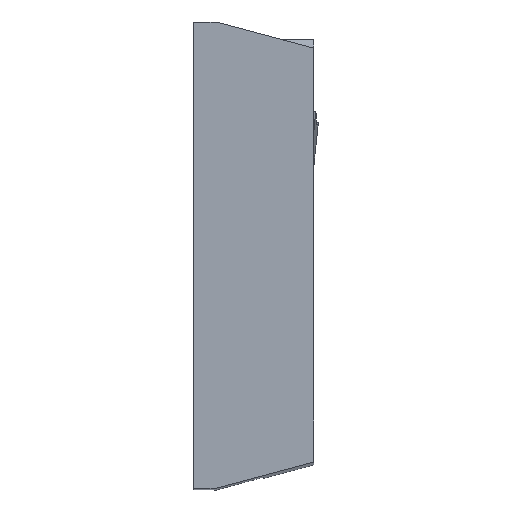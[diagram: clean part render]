
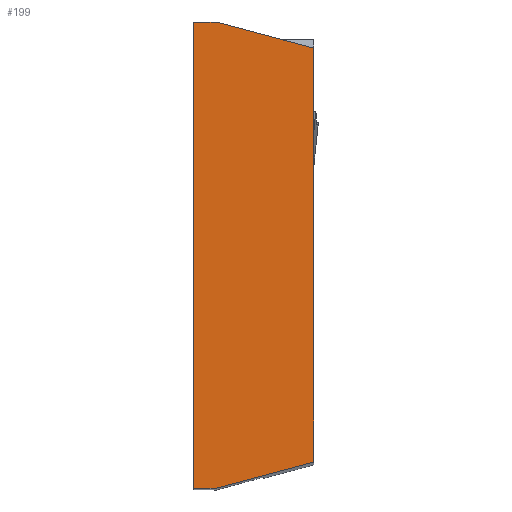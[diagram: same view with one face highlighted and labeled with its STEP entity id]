
A CAD part, top view. The second image highlights one B-rep face of the part: STEP entity #199.
In plain terms, the highlighted planar face has unit normal (0, 0, 1).
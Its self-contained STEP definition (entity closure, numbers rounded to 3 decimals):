
#199=ADVANCED_FACE('CU_SU_BACK',(#300),#264,.F.);
#264=PLANE('',#1414);
#300=FACE_OUTER_BOUND('',#365,.T.);
#365=EDGE_LOOP('',(#433,#434,#435,#436,#437,#438));
#433=ORIENTED_EDGE('',*,*,#921,.F.);
#434=ORIENTED_EDGE('',*,*,#922,.F.);
#435=ORIENTED_EDGE('',*,*,#923,.T.);
#436=ORIENTED_EDGE('',*,*,#924,.T.);
#437=ORIENTED_EDGE('',*,*,#925,.F.);
#438=ORIENTED_EDGE('',*,*,#926,.F.);
#799=VERTEX_POINT('',#1877);
#800=VERTEX_POINT('',#1878);
#801=VERTEX_POINT('',#1880);
#802=VERTEX_POINT('',#1882);
#803=VERTEX_POINT('',#1884);
#804=VERTEX_POINT('',#1886);
#921=EDGE_CURVE('',#799,#800,#1104,.T.);
#922=EDGE_CURVE('',#801,#799,#1105,.T.);
#923=EDGE_CURVE('',#801,#802,#1106,.T.);
#924=EDGE_CURVE('',#802,#803,#1107,.T.);
#925=EDGE_CURVE('',#804,#803,#1108,.T.);
#926=EDGE_CURVE('',#800,#804,#1109,.T.);
#1104=LINE('',#1876,#1220);
#1105=LINE('',#1879,#1221);
#1106=LINE('',#1881,#1222);
#1107=LINE('',#1883,#1223);
#1108=LINE('',#1885,#1224);
#1109=LINE('',#1887,#1225);
#1220=VECTOR('',#1533,1.);
#1221=VECTOR('',#1534,1.);
#1222=VECTOR('',#1535,1.);
#1223=VECTOR('',#1536,1.);
#1224=VECTOR('',#1537,1.);
#1225=VECTOR('',#1538,1.);
#1414=AXIS2_PLACEMENT_3D('',#1888,#1539,#1540);
#1533=DIRECTION('',(1.,0.,0.));
#1534=DIRECTION('',(0.,1.,0.));
#1535=DIRECTION('',(1.,0.,0.));
#1536=DIRECTION('',(0.966,0.259,0.));
#1537=DIRECTION('',(0.,-1.,0.));
#1538=DIRECTION('',(0.966,-0.259,0.));
#1539=DIRECTION('',(0.,0.,-1.));
#1540=DIRECTION('',(-1.,0.,0.));
#1876=CARTESIAN_POINT('',(0.,31.498,0.));
#1877=CARTESIAN_POINT('',(0.,31.498,0.));
#1878=CARTESIAN_POINT('',(1.5,31.498,0.));
#1879=CARTESIAN_POINT('',(0.,-8.,0.));
#1880=CARTESIAN_POINT('',(0.,0.402,0.));
#1881=CARTESIAN_POINT('',(0.,0.402,0.));
#1882=CARTESIAN_POINT('',(1.5,0.402,0.));
#1883=CARTESIAN_POINT('',(1.5,0.402,0.));
#1884=CARTESIAN_POINT('',(8.,2.144,0.));
#1885=CARTESIAN_POINT('',(8.,39.9,0.));
#1886=CARTESIAN_POINT('',(8.,29.756,0.));
#1887=CARTESIAN_POINT('',(1.5,31.498,0.));
#1888=CARTESIAN_POINT('',(0.,0.,0.));
